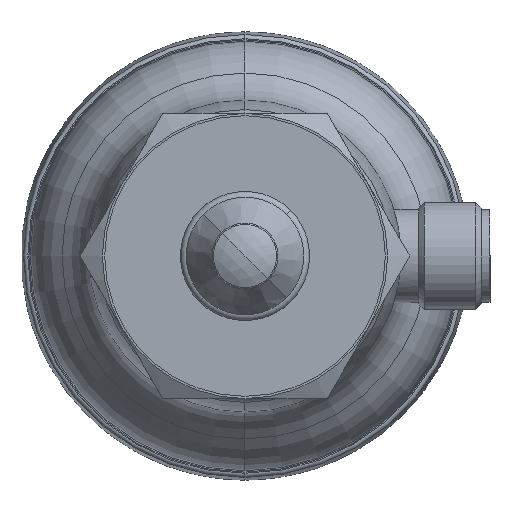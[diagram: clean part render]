
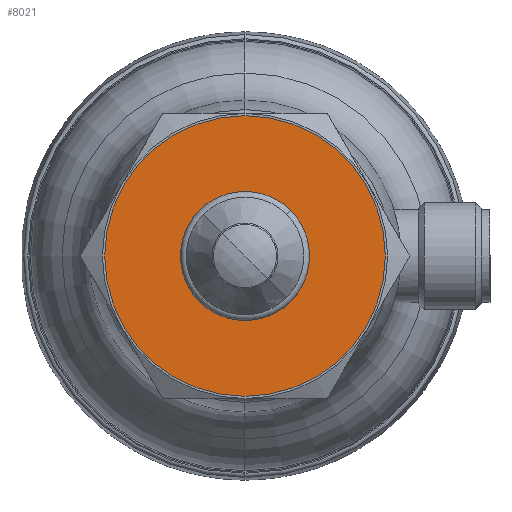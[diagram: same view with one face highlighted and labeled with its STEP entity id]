
A CAD part, left-side view. The second image highlights one B-rep face of the part: STEP entity #8021.
In plain terms, the highlighted planar face has unit normal (-1, 0, 0).
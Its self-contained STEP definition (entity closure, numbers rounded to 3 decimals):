
#206 = CIRCLE ( 'NONE', #10329, 6.6 ) ;
#300 = AXIS2_PLACEMENT_3D ( 'NONE', #14027, #4023, #13746 ) ;
#1290 = CARTESIAN_POINT ( 'NONE',  ( -74., 4.667, 4.667 ) ) ;
#1764 = CARTESIAN_POINT ( 'NONE',  ( -74., 0., 0. ) ) ;
#1928 = ORIENTED_EDGE ( 'NONE', *, *, #5149, .F. ) ;
#2387 = CIRCLE ( 'NONE', #7684, 15.75 ) ;
#2504 = EDGE_LOOP ( 'NONE', ( #10292, #4742 ) ) ;
#2944 = FACE_BOUND ( 'NONE', #2504, .T. ) ;
#3121 = DIRECTION ( 'NONE',  ( 1., 0., 0. ) ) ;
#3597 = CARTESIAN_POINT ( 'NONE',  ( -74., -4.667, -4.667 ) ) ;
#4023 = DIRECTION ( 'NONE',  ( 1., 0., 0. ) ) ;
#4286 = CARTESIAN_POINT ( 'NONE',  ( -74., 0., 0. ) ) ;
#4583 = CIRCLE ( 'NONE', #5058, 15.75 ) ;
#4742 = ORIENTED_EDGE ( 'NONE', *, *, #9706, .F. ) ;
#4837 = ORIENTED_EDGE ( 'NONE', *, *, #11161, .F. ) ;
#5058 = AXIS2_PLACEMENT_3D ( 'NONE', #14137, #3121, #10902 ) ;
#5149 = EDGE_CURVE ( 'Defeature ausgef�hrt1_39+Defeature ausgef�hrt1_40+Defeature ausgef�hrt1_40+Defeature ausgef�hrt1_40', #9710, #5614, #2387, .T. ) ;
#5614 = VERTEX_POINT ( 'NONE', #13529 ) ;
#6392 = VERTEX_POINT ( 'NONE', #1290 ) ;
#6461 = CARTESIAN_POINT ( 'NONE',  ( -74., 13.64, -7.875 ) ) ;
#7355 = EDGE_LOOP ( 'NONE', ( #1928, #4837 ) ) ;
#7684 = AXIS2_PLACEMENT_3D ( 'NONE', #9595, #13980, #10816 ) ;
#7880 = VERTEX_POINT ( 'NONE', #3597 ) ;
#8021 = ADVANCED_FACE ( 'Defeature ausgef�hrt1_40', ( #2944, #11799 ), #9644, .F. ) ;
#9595 = CARTESIAN_POINT ( 'NONE',  ( -74., 0., 0. ) ) ;
#9644 = PLANE ( 'NONE',  #300 ) ;
#9706 = EDGE_CURVE ( 'Defeature ausgef�hrt1_48+Defeature ausgef�hrt1_40+Defeature ausgef�hrt1_40+Defeature ausgef�hrt1_40', #7880, #6392, #10842, .T. ) ;
#9710 = VERTEX_POINT ( 'NONE', #6461 ) ;
#10292 = ORIENTED_EDGE ( 'NONE', *, *, #10747, .F. ) ;
#10329 = AXIS2_PLACEMENT_3D ( 'NONE', #1764, #13725, #11705 ) ;
#10747 = EDGE_CURVE ( 'Defeature ausgef�hrt1_48+Defeature ausgef�hrt1_40+Defeature ausgef�hrt1_40+Defeature ausgef�hrt1_40', #6392, #7880, #206, .T. ) ;
#10816 = DIRECTION ( 'NONE',  ( 0., 0.866, -0.5 ) ) ;
#10842 = CIRCLE ( 'NONE', #12218, 6.6 ) ;
#10902 = DIRECTION ( 'NONE',  ( 0., 0.866, -0.5 ) ) ;
#11161 = EDGE_CURVE ( 'Defeature ausgef�hrt1_39+Defeature ausgef�hrt1_40+Defeature ausgef�hrt1_40+Defeature ausgef�hrt1_40', #5614, #9710, #4583, .T. ) ;
#11705 = DIRECTION ( 'NONE',  ( 0., 1., 0. ) ) ;
#11799 = FACE_OUTER_BOUND ( 'NONE', #7355, .T. ) ;
#11991 = DIRECTION ( 'NONE',  ( -1., 0., 0. ) ) ;
#12218 = AXIS2_PLACEMENT_3D ( 'NONE', #4286, #11991, #13215 ) ;
#13215 = DIRECTION ( 'NONE',  ( 0., 1., 0. ) ) ;
#13529 = CARTESIAN_POINT ( 'NONE',  ( -74., -13.64, 7.875 ) ) ;
#13725 = DIRECTION ( 'NONE',  ( -1., 0., 0. ) ) ;
#13746 = DIRECTION ( 'NONE',  ( 0., 0.866, -0.5 ) ) ;
#13980 = DIRECTION ( 'NONE',  ( 1., 0., 0. ) ) ;
#14027 = CARTESIAN_POINT ( 'NONE',  ( -74., 7.875, 13.64 ) ) ;
#14137 = CARTESIAN_POINT ( 'NONE',  ( -74., 0., 0. ) ) ;
